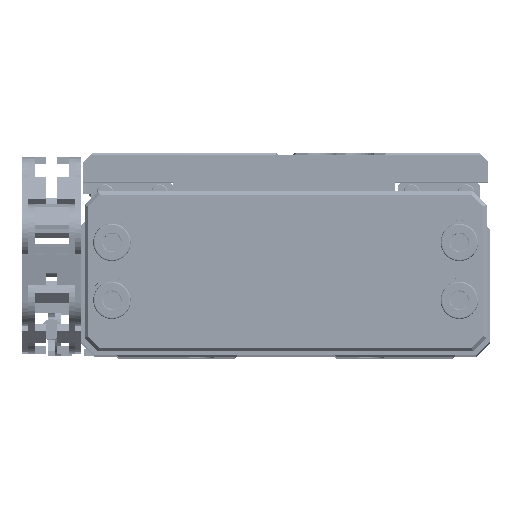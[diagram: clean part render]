
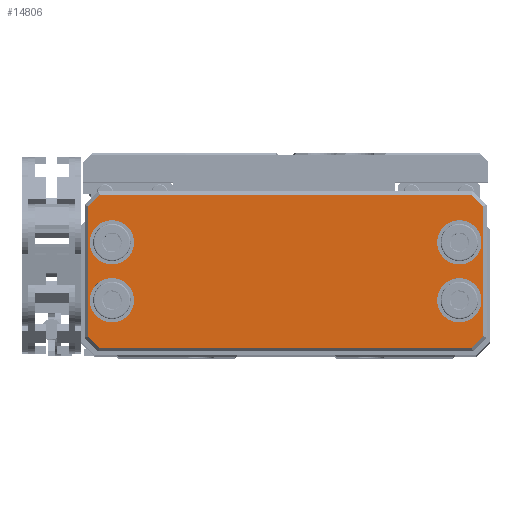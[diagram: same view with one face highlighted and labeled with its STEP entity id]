
A CAD part, top view. The second image highlights one B-rep face of the part: STEP entity #14806.
In plain terms, the highlighted planar face has unit normal (0, 0, 1).
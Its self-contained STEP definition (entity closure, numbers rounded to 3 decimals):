
#397 = ORIENTED_EDGE ( 'NONE', *, *, #26948, .T. ) ;
#613 = CARTESIAN_POINT ( 'NONE',  ( -10.396, -13.104, 11. ) ) ;
#1436 = DIRECTION ( 'NONE',  ( 0., 1., 0. ) ) ;
#1578 = CIRCLE ( 'NONE', #34529, 3.25 ) ;
#1801 = VECTOR ( 'NONE', #14850, 1000. ) ;
#2064 = EDGE_CURVE ( 'NONE', #31171, #18901, #45761, .T. ) ;
#2352 = VECTOR ( 'NONE', #41734, 1000. ) ;
#2812 = VERTEX_POINT ( 'NONE', #25593 ) ;
#3060 = EDGE_LOOP ( 'NONE', ( #13070, #23220 ) ) ;
#3147 = VECTOR ( 'NONE', #36171, 1000. ) ;
#3239 = VECTOR ( 'NONE', #1436, 1000. ) ;
#4577 = CARTESIAN_POINT ( 'NONE',  ( 55., -7.5, 11. ) ) ;
#4907 = EDGE_CURVE ( 'NONE', #46073, #25259, #11667, .T. ) ;
#4980 = DIRECTION ( 'NONE',  ( 0., 0., 1. ) ) ;
#5148 = CARTESIAN_POINT ( 'NONE',  ( 0.75, -16., 11. ) ) ;
#5479 = VECTOR ( 'NONE', #35197, 1000. ) ;
#6219 = DIRECTION ( 'NONE',  ( 0., 0., 1. ) ) ;
#6396 = DIRECTION ( 'NONE',  ( 1., 0., 0. ) ) ;
#6815 = DIRECTION ( 'NONE',  ( 1., 0., 0. ) ) ;
#7385 = CIRCLE ( 'NONE', #14476, 3.25 ) ;
#7496 = AXIS2_PLACEMENT_3D ( 'NONE', #32222, #24376, #6396 ) ;
#7616 = VERTEX_POINT ( 'NONE', #13990 ) ;
#8618 = VECTOR ( 'NONE', #11438, 1000. ) ;
#8769 = ORIENTED_EDGE ( 'NONE', *, *, #18221, .T. ) ;
#8860 = CIRCLE ( 'NONE', #22986, 3.25 ) ;
#9860 = EDGE_CURVE ( 'NONE', #46694, #7616, #39357, .T. ) ;
#10254 = VERTEX_POINT ( 'NONE', #34525 ) ;
#10525 = CARTESIAN_POINT ( 'NONE',  ( 0., -23.5, 11. ) ) ;
#11438 = DIRECTION ( 'NONE',  ( -0.707, -0.707, 0. ) ) ;
#11561 = CARTESIAN_POINT ( 'NONE',  ( 39.896, 16.396, 11. ) ) ;
#11591 = ORIENTED_EDGE ( 'NONE', *, *, #43199, .F. ) ;
#11667 = LINE ( 'NONE', #613, #8618 ) ;
#11827 = DIRECTION ( 'NONE',  ( 0., -1., 0. ) ) ;
#11958 = CARTESIAN_POINT ( 'NONE',  ( 55., -7.5, 11. ) ) ;
#12350 = ORIENTED_EDGE ( 'NONE', *, *, #12966, .T. ) ;
#12354 = CIRCLE ( 'NONE', #24147, 3.25 ) ;
#12947 = ORIENTED_EDGE ( 'NONE', *, *, #9860, .T. ) ;
#12966 = EDGE_CURVE ( 'NONE', #41535, #46694, #15348, .T. ) ;
#13070 = ORIENTED_EDGE ( 'NONE', *, *, #27738, .F. ) ;
#13990 = CARTESIAN_POINT ( 'NONE',  ( 58.5, -21.293, 11. ) ) ;
#14195 = FACE_BOUND ( 'NONE', #37810, .T. ) ;
#14476 = AXIS2_PLACEMENT_3D ( 'NONE', #46048, #23737, #28872 ) ;
#14806 = ADVANCED_FACE ( 'NONE', ( #17898, #32871, #47808, #14195, #29205 ), #44151, .T. ) ;
#14850 = DIRECTION ( 'NONE',  ( 1., 0., 0. ) ) ;
#15195 = CARTESIAN_POINT ( 'NONE',  ( 4., -7.5, 11. ) ) ;
#15348 = LINE ( 'NONE', #30337, #1801 ) ;
#17797 = CARTESIAN_POINT ( 'NONE',  ( 58.25, -7.5, 11. ) ) ;
#17898 = FACE_OUTER_BOUND ( 'NONE', #44494, .T. ) ;
#18221 = EDGE_CURVE ( 'NONE', #39890, #46073, #26800, .T. ) ;
#18423 = CARTESIAN_POINT ( 'NONE',  ( 56.793, -0.5, 11. ) ) ;
#18773 = ORIENTED_EDGE ( 'NONE', *, *, #34612, .T. ) ;
#18901 = VERTEX_POINT ( 'NONE', #17797 ) ;
#20364 = LINE ( 'NONE', #46128, #3239 ) ;
#21204 = CARTESIAN_POINT ( 'NONE',  ( 28.146, -51.646, 11. ) ) ;
#21231 = DIRECTION ( 'NONE',  ( 1., 0., 0. ) ) ;
#21868 = CARTESIAN_POINT ( 'NONE',  ( 0.75, -7.5, 11. ) ) ;
#22284 = VERTEX_POINT ( 'NONE', #5148 ) ;
#22325 = AXIS2_PLACEMENT_3D ( 'NONE', #39872, #6219, #21231 ) ;
#22906 = CARTESIAN_POINT ( 'NONE',  ( 0.5, -21.5, 11. ) ) ;
#22986 = AXIS2_PLACEMENT_3D ( 'NONE', #27336, #46199, #24123 ) ;
#23114 = EDGE_CURVE ( 'NONE', #41763, #29891, #7385, .T. ) ;
#23220 = ORIENTED_EDGE ( 'NONE', *, *, #41111, .F. ) ;
#23315 = DIRECTION ( 'NONE',  ( 1., 0., 0. ) ) ;
#23655 = ORIENTED_EDGE ( 'NONE', *, *, #43247, .T. ) ;
#23737 = DIRECTION ( 'NONE',  ( 0., 0., 1. ) ) ;
#24123 = DIRECTION ( 'NONE',  ( 1., 0., 0. ) ) ;
#24147 = AXIS2_PLACEMENT_3D ( 'NONE', #15195, #30191, #23315 ) ;
#24376 = DIRECTION ( 'NONE',  ( 0., 0., 1. ) ) ;
#24616 = AXIS2_PLACEMENT_3D ( 'NONE', #4577, #35283, #46572 ) ;
#25259 = VERTEX_POINT ( 'NONE', #34102 ) ;
#25294 = VECTOR ( 'NONE', #11827, 1000. ) ;
#25393 = CARTESIAN_POINT ( 'NONE',  ( 7.25, -16., 11. ) ) ;
#25521 = DIRECTION ( 'NONE',  ( 0., 0., 1. ) ) ;
#25593 = CARTESIAN_POINT ( 'NONE',  ( 58.5, -2.207, 11. ) ) ;
#26189 = ORIENTED_EDGE ( 'NONE', *, *, #28442, .F. ) ;
#26800 = LINE ( 'NONE', #27294, #2352 ) ;
#26948 = EDGE_CURVE ( 'NONE', #7616, #2812, #20364, .T. ) ;
#26979 = DIRECTION ( 'NONE',  ( 1., 0., 0. ) ) ;
#27294 = CARTESIAN_POINT ( 'NONE',  ( 2., -0.5, 11. ) ) ;
#27336 = CARTESIAN_POINT ( 'NONE',  ( 4., -7.5, 11. ) ) ;
#27738 = EDGE_CURVE ( 'NONE', #32245, #27748, #8860, .T. ) ;
#27748 = VERTEX_POINT ( 'NONE', #21868 ) ;
#27818 = EDGE_LOOP ( 'NONE', ( #33504, #28375 ) ) ;
#27951 = DIRECTION ( 'NONE',  ( 0., 0., 1. ) ) ;
#28375 = ORIENTED_EDGE ( 'NONE', *, *, #30093, .F. ) ;
#28442 = EDGE_CURVE ( 'NONE', #18901, #31171, #44977, .T. ) ;
#28590 = CARTESIAN_POINT ( 'NONE',  ( 55., -16., 11. ) ) ;
#28872 = DIRECTION ( 'NONE',  ( 1., 0., 0. ) ) ;
#29205 = FACE_BOUND ( 'NONE', #39139, .T. ) ;
#29763 = DIRECTION ( 'NONE',  ( -0.707, 0.707, 0. ) ) ;
#29891 = VERTEX_POINT ( 'NONE', #42775 ) ;
#30093 = EDGE_CURVE ( 'NONE', #22284, #46450, #35733, .T. ) ;
#30191 = DIRECTION ( 'NONE',  ( 0., 0., 1. ) ) ;
#30337 = CARTESIAN_POINT ( 'NONE',  ( 57., -23., 11. ) ) ;
#30600 = CARTESIAN_POINT ( 'NONE',  ( 2.207, -23., 11. ) ) ;
#31171 = VERTEX_POINT ( 'NONE', #31978 ) ;
#31767 = DIRECTION ( 'NONE',  ( 1., 0., 0. ) ) ;
#31978 = CARTESIAN_POINT ( 'NONE',  ( 51.75, -7.5, 11. ) ) ;
#32222 = CARTESIAN_POINT ( 'NONE',  ( 4., -16., 11. ) ) ;
#32245 = VERTEX_POINT ( 'NONE', #34505 ) ;
#32780 = CARTESIAN_POINT ( 'NONE',  ( 51.75, -16., 11. ) ) ;
#32871 = FACE_BOUND ( 'NONE', #3060, .T. ) ;
#33213 = CARTESIAN_POINT ( 'NONE',  ( 56.793, -23., 11. ) ) ;
#33504 = ORIENTED_EDGE ( 'NONE', *, *, #38004, .F. ) ;
#34002 = AXIS2_PLACEMENT_3D ( 'NONE', #11958, #27951, #26979 ) ;
#34102 = CARTESIAN_POINT ( 'NONE',  ( 0.5, -2.207, 11. ) ) ;
#34349 = CARTESIAN_POINT ( 'NONE',  ( 2.207, -0.5, 11. ) ) ;
#34505 = CARTESIAN_POINT ( 'NONE',  ( 7.25, -7.5, 11. ) ) ;
#34525 = CARTESIAN_POINT ( 'NONE',  ( 0.5, -21.293, 11. ) ) ;
#34529 = AXIS2_PLACEMENT_3D ( 'NONE', #28590, #4980, #31767 ) ;
#34612 = EDGE_CURVE ( 'NONE', #25259, #10254, #41530, .T. ) ;
#35197 = DIRECTION ( 'NONE',  ( 0.707, -0.707, 0. ) ) ;
#35283 = DIRECTION ( 'NONE',  ( 0., 0., 1. ) ) ;
#35733 = CIRCLE ( 'NONE', #7496, 3.25 ) ;
#36171 = DIRECTION ( 'NONE',  ( 0.707, 0.707, 0. ) ) ;
#37810 = EDGE_LOOP ( 'NONE', ( #11591, #40974 ) ) ;
#38004 = EDGE_CURVE ( 'NONE', #46450, #22284, #43486, .T. ) ;
#38090 = VECTOR ( 'NONE', #29763, 1000. ) ;
#38508 = EDGE_CURVE ( 'NONE', #2812, #39890, #40776, .T. ) ;
#39139 = EDGE_LOOP ( 'NONE', ( #26189, #44192 ) ) ;
#39357 = LINE ( 'NONE', #21204, #3147 ) ;
#39872 = CARTESIAN_POINT ( 'NONE',  ( 4., -16., 11. ) ) ;
#39890 = VERTEX_POINT ( 'NONE', #18423 ) ;
#40776 = LINE ( 'NONE', #11561, #38090 ) ;
#40974 = ORIENTED_EDGE ( 'NONE', *, *, #23114, .F. ) ;
#41111 = EDGE_CURVE ( 'NONE', #27748, #32245, #12354, .T. ) ;
#41530 = LINE ( 'NONE', #22906, #25294 ) ;
#41535 = VERTEX_POINT ( 'NONE', #30600 ) ;
#41734 = DIRECTION ( 'NONE',  ( -1., 0., 0. ) ) ;
#41763 = VERTEX_POINT ( 'NONE', #32780 ) ;
#42775 = CARTESIAN_POINT ( 'NONE',  ( 58.25, -16., 11. ) ) ;
#43038 = LINE ( 'NONE', #43278, #5479 ) ;
#43199 = EDGE_CURVE ( 'NONE', #29891, #41763, #1578, .T. ) ;
#43247 = EDGE_CURVE ( 'NONE', #10254, #41535, #43038, .T. ) ;
#43278 = CARTESIAN_POINT ( 'NONE',  ( 1.354, -22.146, 11. ) ) ;
#43486 = CIRCLE ( 'NONE', #22325, 3.25 ) ;
#44151 = PLANE ( 'NONE',  #47463 ) ;
#44180 = ORIENTED_EDGE ( 'NONE', *, *, #4907, .T. ) ;
#44192 = ORIENTED_EDGE ( 'NONE', *, *, #2064, .F. ) ;
#44494 = EDGE_LOOP ( 'NONE', ( #397, #47404, #8769, #44180, #18773, #23655, #12350, #12947 ) ) ;
#44977 = CIRCLE ( 'NONE', #34002, 3.25 ) ;
#45761 = CIRCLE ( 'NONE', #24616, 3.25 ) ;
#46048 = CARTESIAN_POINT ( 'NONE',  ( 55., -16., 11. ) ) ;
#46073 = VERTEX_POINT ( 'NONE', #34349 ) ;
#46128 = CARTESIAN_POINT ( 'NONE',  ( 58.5, -2., 11. ) ) ;
#46199 = DIRECTION ( 'NONE',  ( 0., 0., 1. ) ) ;
#46450 = VERTEX_POINT ( 'NONE', #25393 ) ;
#46572 = DIRECTION ( 'NONE',  ( 1., 0., 0. ) ) ;
#46694 = VERTEX_POINT ( 'NONE', #33213 ) ;
#47404 = ORIENTED_EDGE ( 'NONE', *, *, #38508, .T. ) ;
#47463 = AXIS2_PLACEMENT_3D ( 'NONE', #10525, #25521, #6815 ) ;
#47808 = FACE_BOUND ( 'NONE', #27818, .T. ) ;
